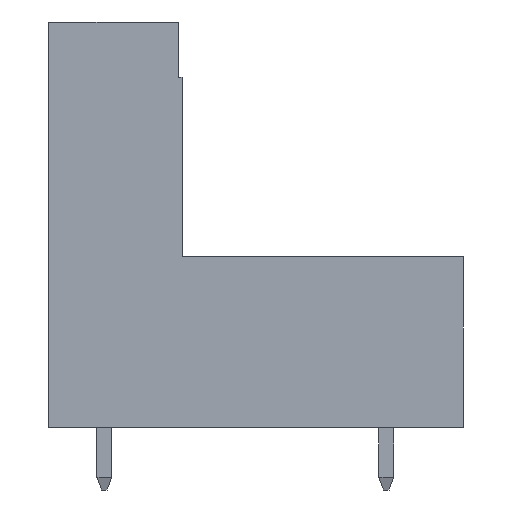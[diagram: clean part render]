
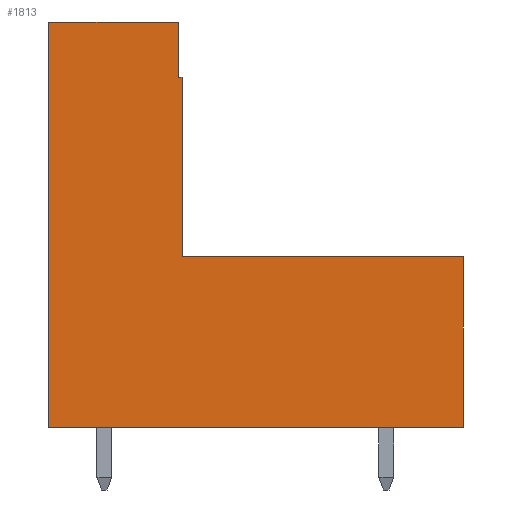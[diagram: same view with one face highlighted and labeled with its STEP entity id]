
A CAD part, left-side view. The second image highlights one B-rep face of the part: STEP entity #1813.
In plain terms, the highlighted planar face has unit normal (-1, 0, 0).
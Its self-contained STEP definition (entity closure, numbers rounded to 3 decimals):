
#1813 = ADVANCED_FACE( '', ( #3809 ), #3810, .T. );
#3809 = FACE_OUTER_BOUND( '', #6077, .T. );
#3810 = PLANE( '', #6078 );
#6077 = EDGE_LOOP( '', ( #10975, #10976, #10977, #10978, #10979, #10980, #10981, #10982 ) );
#6078 = AXIS2_PLACEMENT_3D( '', #10983, #10984, #10985 );
#10975 = ORIENTED_EDGE( '', *, *, #14032, .F. );
#10976 = ORIENTED_EDGE( '', *, *, #15904, .F. );
#10977 = ORIENTED_EDGE( '', *, *, #15905, .T. );
#10978 = ORIENTED_EDGE( '', *, *, #15906, .T. );
#10979 = ORIENTED_EDGE( '', *, *, #15859, .T. );
#10980 = ORIENTED_EDGE( '', *, *, #15447, .T. );
#10981 = ORIENTED_EDGE( '', *, *, #15907, .T. );
#10982 = ORIENTED_EDGE( '', *, *, #15908, .T. );
#10983 = CARTESIAN_POINT( '', ( -11.825, 0., 0. ) );
#10984 = DIRECTION( '', ( -1., 0., 0. ) );
#10985 = DIRECTION( '', ( 0., 0., 1. ) );
#14032 = EDGE_CURVE( '', #16896, #16898, #16899, .T. );
#15447 = EDGE_CURVE( '', #19185, #19186, #19187, .T. );
#15859 = EDGE_CURVE( '', #19755, #19185, #19764, .T. );
#15904 = EDGE_CURVE( '', #19821, #16896, #19822, .T. );
#15905 = EDGE_CURVE( '', #19821, #19823, #19824, .T. );
#15906 = EDGE_CURVE( '', #19823, #19755, #19825, .T. );
#15907 = EDGE_CURVE( '', #19186, #19826, #19827, .T. );
#15908 = EDGE_CURVE( '', #19826, #16898, #19828, .T. );
#16896 = VERTEX_POINT( '', #21049 );
#16898 = VERTEX_POINT( '', #21052 );
#16899 = LINE( '', #21053, #21054 );
#19185 = VERTEX_POINT( '', #24421 );
#19186 = VERTEX_POINT( '', #24422 );
#19187 = LINE( '', #24423, #24424 );
#19755 = VERTEX_POINT( '', #25292 );
#19764 = LINE( '', #25306, #25307 );
#19821 = VERTEX_POINT( '', #25392 );
#19822 = LINE( '', #25393, #25394 );
#19823 = VERTEX_POINT( '', #25395 );
#19824 = LINE( '', #25396, #25397 );
#19825 = LINE( '', #25398, #25399 );
#19826 = VERTEX_POINT( '', #25400 );
#19827 = LINE( '', #25401, #25402 );
#19828 = LINE( '', #25403, #25404 );
#21049 = CARTESIAN_POINT( '', ( -11.825, 4.2, 14.3 ) );
#21052 = CARTESIAN_POINT( '', ( -11.825, 4., 14.3 ) );
#21053 = CARTESIAN_POINT( '', ( -11.825, 4.2, 14.3 ) );
#21054 = VECTOR( '', #26727, 1000. );
#24421 = CARTESIAN_POINT( '', ( -11.825, -11.2, -4.6 ) );
#24422 = CARTESIAN_POINT( '', ( -11.825, -11.2, 4.6 ) );
#24423 = CARTESIAN_POINT( '', ( -11.825, -11.2, -4.6 ) );
#24424 = VECTOR( '', #27911, 1000. );
#25292 = CARTESIAN_POINT( '', ( -11.825, 11.2, -4.6 ) );
#25306 = CARTESIAN_POINT( '', ( -11.825, 11.2, -4.6 ) );
#25307 = VECTOR( '', #28235, 1000. );
#25392 = CARTESIAN_POINT( '', ( -11.825, 4.2, 17.3 ) );
#25393 = CARTESIAN_POINT( '', ( -11.825, 4.2, 17.3 ) );
#25394 = VECTOR( '', #28264, 1000. );
#25395 = CARTESIAN_POINT( '', ( -11.825, 11.2, 17.3 ) );
#25396 = CARTESIAN_POINT( '', ( -11.825, 4., 17.3 ) );
#25397 = VECTOR( '', #28265, 1000. );
#25398 = CARTESIAN_POINT( '', ( -11.825, 11.2, 17.3 ) );
#25399 = VECTOR( '', #28266, 1000. );
#25400 = CARTESIAN_POINT( '', ( -11.825, 4., 4.6 ) );
#25401 = CARTESIAN_POINT( '', ( -11.825, -11.2, 4.6 ) );
#25402 = VECTOR( '', #28267, 1000. );
#25403 = CARTESIAN_POINT( '', ( -11.825, 4., 4.6 ) );
#25404 = VECTOR( '', #28268, 1000. );
#26727 = DIRECTION( '', ( 0., -1., 0. ) );
#27911 = DIRECTION( '', ( 0., 0., 1. ) );
#28235 = DIRECTION( '', ( 0., -1., 0. ) );
#28264 = DIRECTION( '', ( 0., 0., -1. ) );
#28265 = DIRECTION( '', ( 0., 1., 0. ) );
#28266 = DIRECTION( '', ( 0., 0., -1. ) );
#28267 = DIRECTION( '', ( 0., 1., 0. ) );
#28268 = DIRECTION( '', ( 0., 0., 1. ) );
